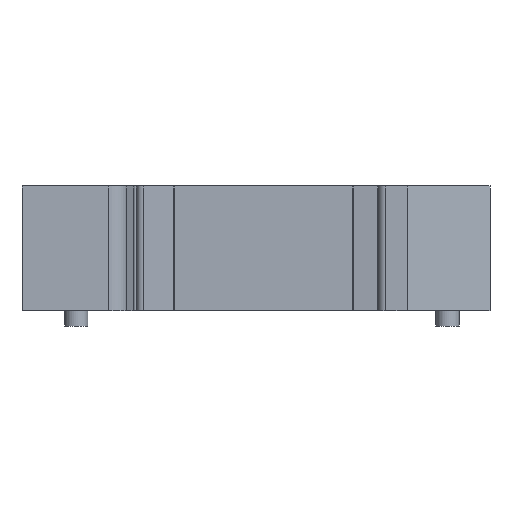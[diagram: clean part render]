
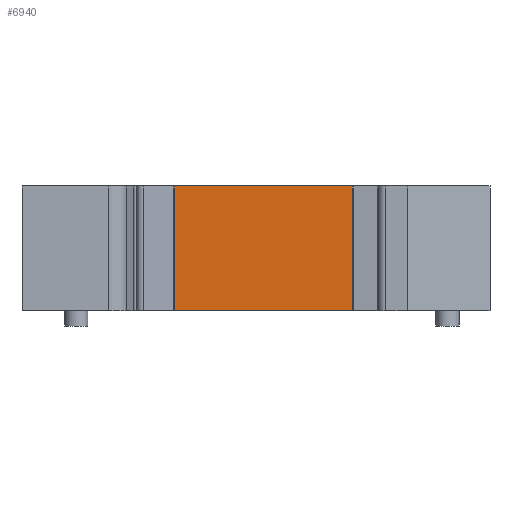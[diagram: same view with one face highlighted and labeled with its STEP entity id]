
A CAD part, front view. The second image highlights one B-rep face of the part: STEP entity #6940.
In plain terms, the highlighted planar face has unit normal (0, -1, 0).
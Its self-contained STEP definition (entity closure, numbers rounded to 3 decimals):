
#3218=DIRECTION('',(0.,0.,-1.));
#3219=VECTOR('',#3218,16.1);
#3220=CARTESIAN_POINT('',(-11.321,0.3,0.));
#3221=LINE('',#3220,#3219);
#3225=DIRECTION('',(1.,0.,0.));
#3226=VECTOR('',#3225,23.042);
#3227=CARTESIAN_POINT('',(-11.321,0.3,0.));
#3228=LINE('',#3227,#3226);
#3232=DIRECTION('',(0.,0.,-1.));
#3233=VECTOR('',#3232,16.1);
#3234=CARTESIAN_POINT('',(11.721,0.3,0.));
#3235=LINE('',#3234,#3233);
#3239=DIRECTION('',(-1.,0.,0.));
#3240=VECTOR('',#3239,23.042);
#3241=CARTESIAN_POINT('',(11.721,0.3,-16.1));
#3242=LINE('',#3241,#3240);
#3959=CARTESIAN_POINT('',(11.721,0.3,0.));
#3960=VERTEX_POINT('',#3959);
#3985=CARTESIAN_POINT('',(11.721,0.3,-16.1));
#3986=VERTEX_POINT('',#3985);
#3989=CARTESIAN_POINT('',(-11.321,0.3,0.));
#3991=VERTEX_POINT('',#3989);
#4023=CARTESIAN_POINT('',(-11.321,0.3,-16.1));
#4025=VERTEX_POINT('',#4023);
#6928=CARTESIAN_POINT('',(11.721,0.3,0.));
#6929=DIRECTION('',(0.,1.,0.));
#6930=DIRECTION('',(-1.,0.,0.));
#6931=AXIS2_PLACEMENT_3D('',#6928,#6929,#6930);
#6932=PLANE('',#6931);
#6933=ORIENTED_EDGE('',*,*,#4552,.T.);
#6935=ORIENTED_EDGE('',*,*,#6934,.T.);
#6936=ORIENTED_EDGE('',*,*,#5777,.T.);
#6937=ORIENTED_EDGE('',*,*,#6921,.F.);
#6938=EDGE_LOOP('',(#6933,#6935,#6936,#6937));
#6939=FACE_OUTER_BOUND('',#6938,.F.);
#6940=ADVANCED_FACE('',(#6939),#6932,.F.);
#4552=EDGE_CURVE('',#3991,#3960,#3228,.T.);
#5777=EDGE_CURVE('',#3986,#4025,#3242,.T.);
#6921=EDGE_CURVE('',#3991,#4025,#3221,.T.);
#6934=EDGE_CURVE('',#3960,#3986,#3235,.T.);
